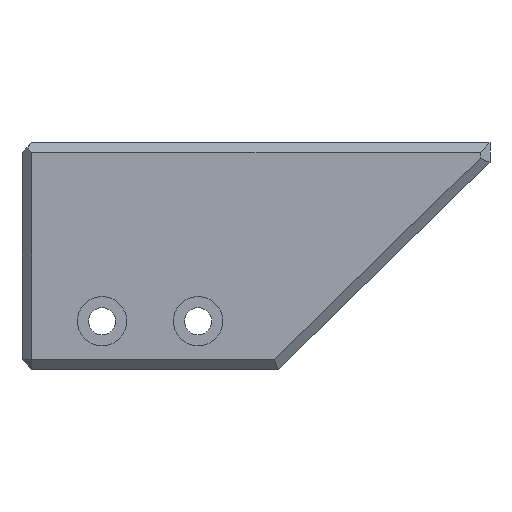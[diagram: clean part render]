
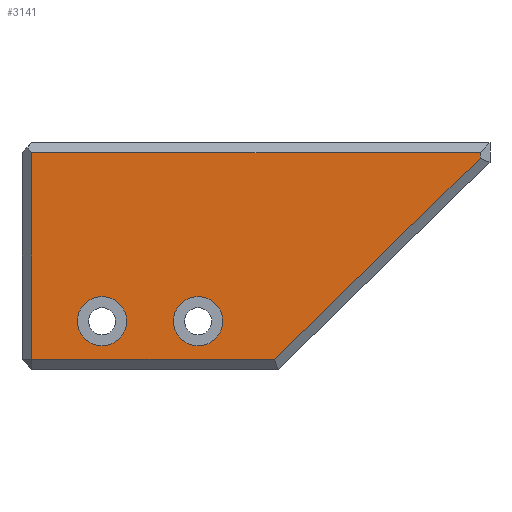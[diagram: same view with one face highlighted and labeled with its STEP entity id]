
A CAD part, front view. The second image highlights one B-rep face of the part: STEP entity #3141.
In plain terms, the highlighted planar face has unit normal (0, -1, 0).
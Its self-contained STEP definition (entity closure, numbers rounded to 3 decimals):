
#35=FACE_BOUND('',#409,.T.);
#36=FACE_BOUND('',#410,.T.);
#94=PLANE('',#3329);
#236=FACE_OUTER_BOUND('',#408,.T.);
#408=EDGE_LOOP('',(#2259,#2260,#2261,#2262,#2263));
#409=EDGE_LOOP('',(#2264,#2265));
#410=EDGE_LOOP('',(#2266,#2267));
#613=CIRCLE('',#3330,5.);
#614=CIRCLE('',#3331,5.);
#615=CIRCLE('',#3332,5.);
#616=CIRCLE('',#3333,5.);
#796=LINE('',#5248,#1094);
#802=LINE('',#5259,#1100);
#804=LINE('',#5262,#1102);
#805=LINE('',#5265,#1103);
#808=LINE('',#5270,#1106);
#1094=VECTOR('',#3698,10.);
#1100=VECTOR('',#3706,10.);
#1102=VECTOR('',#3710,10.);
#1103=VECTOR('',#3713,10.);
#1106=VECTOR('',#3718,10.);
#1420=VERTEX_POINT('',#5246);
#1421=VERTEX_POINT('',#5247);
#1424=VERTEX_POINT('',#5256);
#1425=VERTEX_POINT('',#5258);
#1426=VERTEX_POINT('',#5264);
#1428=VERTEX_POINT('',#5271);
#1429=VERTEX_POINT('',#5272);
#1430=VERTEX_POINT('',#5275);
#1431=VERTEX_POINT('',#5276);
#1759=EDGE_CURVE('',#1420,#1421,#796,.T.);
#1765=EDGE_CURVE('',#1424,#1425,#802,.T.);
#1767=EDGE_CURVE('',#1425,#1420,#804,.T.);
#1768=EDGE_CURVE('',#1421,#1426,#805,.T.);
#1771=EDGE_CURVE('',#1426,#1424,#808,.T.);
#1772=EDGE_CURVE('',#1428,#1429,#613,.T.);
#1773=EDGE_CURVE('',#1429,#1428,#614,.T.);
#1774=EDGE_CURVE('',#1430,#1431,#615,.T.);
#1775=EDGE_CURVE('',#1431,#1430,#616,.T.);
#2259=ORIENTED_EDGE('',*,*,#1759,.F.);
#2260=ORIENTED_EDGE('',*,*,#1767,.F.);
#2261=ORIENTED_EDGE('',*,*,#1765,.F.);
#2262=ORIENTED_EDGE('',*,*,#1771,.F.);
#2263=ORIENTED_EDGE('',*,*,#1768,.F.);
#2264=ORIENTED_EDGE('',*,*,#1772,.T.);
#2265=ORIENTED_EDGE('',*,*,#1773,.T.);
#2266=ORIENTED_EDGE('',*,*,#1774,.T.);
#2267=ORIENTED_EDGE('',*,*,#1775,.T.);
#3141=ADVANCED_FACE('',(#236,#35,#36),#94,.F.);
#3329=AXIS2_PLACEMENT_3D('',#5269,#3716,#3717);
#3330=AXIS2_PLACEMENT_3D('',#5273,#3719,#3720);
#3331=AXIS2_PLACEMENT_3D('',#5274,#3721,#3722);
#3332=AXIS2_PLACEMENT_3D('',#5277,#3723,#3724);
#3333=AXIS2_PLACEMENT_3D('',#5278,#3725,#3726);
#3698=DIRECTION('',(-0.715,0.,-0.699));
#3706=DIRECTION('',(1.,0.,0.));
#3710=DIRECTION('',(0.,0.,-1.));
#3713=DIRECTION('',(-1.,0.,0.));
#3716=DIRECTION('center_axis',(0.,1.,0.));
#3717=DIRECTION('ref_axis',(0.,0.,1.));
#3718=DIRECTION('',(0.,0.,1.));
#3719=DIRECTION('center_axis',(0.,1.,0.));
#3720=DIRECTION('ref_axis',(0.,0.,1.));
#3721=DIRECTION('center_axis',(0.,1.,0.));
#3722=DIRECTION('ref_axis',(0.,0.,1.));
#3723=DIRECTION('center_axis',(0.,1.,0.));
#3724=DIRECTION('ref_axis',(0.,0.,1.));
#3725=DIRECTION('center_axis',(0.,1.,0.));
#3726=DIRECTION('ref_axis',(0.,0.,1.));
#5246=CARTESIAN_POINT('',(67.,0.,-3.158));
#5247=CARTESIAN_POINT('',(25.185,0.,-44.));
#5248=CARTESIAN_POINT('',(40.943,0.,-28.609));
#5256=CARTESIAN_POINT('',(-24.,0.,-2.));
#5258=CARTESIAN_POINT('',(67.,0.,-2.));
#5259=CARTESIAN_POINT('',(26.,0.,-2.));
#5262=CARTESIAN_POINT('',(67.,0.,0.));
#5264=CARTESIAN_POINT('',(-24.,0.,-44.));
#5265=CARTESIAN_POINT('',(26.,0.,-44.));
#5269=CARTESIAN_POINT('Origin',(26.,0.,0.));
#5270=CARTESIAN_POINT('',(-24.,0.,0.));
#5271=CARTESIAN_POINT('',(-9.75,0.,-41.25));
#5272=CARTESIAN_POINT('',(-9.75,0.,-31.25));
#5273=CARTESIAN_POINT('Origin',(-9.75,0.,-36.25));
#5274=CARTESIAN_POINT('Origin',(-9.75,0.,-36.25));
#5275=CARTESIAN_POINT('',(9.75,0.,-41.25));
#5276=CARTESIAN_POINT('',(9.75,0.,-31.25));
#5277=CARTESIAN_POINT('Origin',(9.75,0.,-36.25));
#5278=CARTESIAN_POINT('Origin',(9.75,0.,-36.25));
